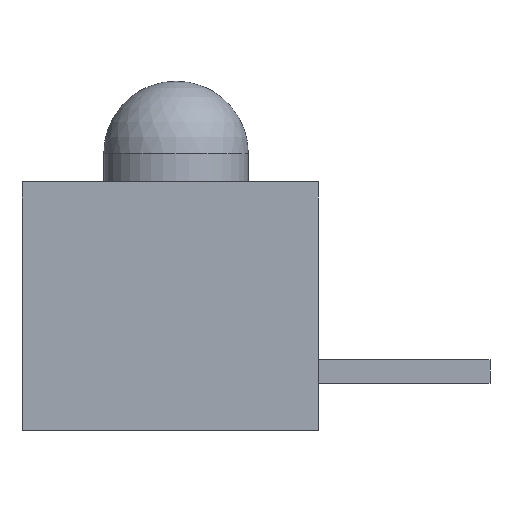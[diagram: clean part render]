
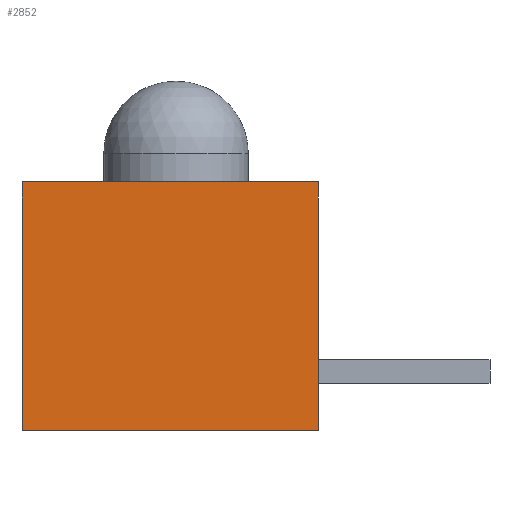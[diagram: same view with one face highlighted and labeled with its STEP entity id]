
A CAD part, left-side view. The second image highlights one B-rep face of the part: STEP entity #2852.
In plain terms, the highlighted planar face has unit normal (-1, 0, 0).
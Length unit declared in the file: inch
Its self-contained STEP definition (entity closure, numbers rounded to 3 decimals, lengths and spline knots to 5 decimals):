
#9=DIRECTION('',(0.,-1.,0.));
#10=VECTOR('',#9,0.25);
#11=CARTESIAN_POINT('',(-0.08,0.125,0.));
#12=LINE('',#11,#10);
#13=DIRECTION('',(0.,0.,1.));
#14=VECTOR('',#13,0.21);
#15=CARTESIAN_POINT('',(-0.08,-0.125,0.));
#16=LINE('',#15,#14);
#65=DIRECTION('',(0.,-1.,0.));
#66=VECTOR('',#65,0.25);
#67=CARTESIAN_POINT('',(-0.08,0.125,0.21));
#68=LINE('',#67,#66);
#959=DIRECTION('',(0.,0.,1.));
#960=VECTOR('',#959,0.21);
#961=CARTESIAN_POINT('',(-0.08,0.125,0.));
#962=LINE('',#961,#960);
#1247=CARTESIAN_POINT('',(-0.08,0.125,0.));
#1248=CARTESIAN_POINT('',(-0.08,-0.125,0.));
#1249=VERTEX_POINT('',#1247);
#1250=VERTEX_POINT('',#1248);
#1251=CARTESIAN_POINT('',(-0.08,0.125,0.21));
#1252=CARTESIAN_POINT('',(-0.08,-0.125,0.21));
#1253=VERTEX_POINT('',#1251);
#1254=VERTEX_POINT('',#1252);
#2841=CARTESIAN_POINT('',(-0.08,0.125,0.));
#2842=DIRECTION('',(-1.,0.,0.));
#2843=DIRECTION('',(0.,-1.,0.));
#2844=AXIS2_PLACEMENT_3D('',#2841,#2842,#2843);
#2845=PLANE('',#2844);
#2846=ORIENTED_EDGE('',*,*,#1628,.F.);
#2847=ORIENTED_EDGE('',*,*,#2007,.T.);
#2848=ORIENTED_EDGE('',*,*,#1689,.T.);
#2849=ORIENTED_EDGE('',*,*,#1641,.F.);
#2850=EDGE_LOOP('',(#2846,#2847,#2848,#2849));
#2851=FACE_OUTER_BOUND('',#2850,.F.);
#2852=ADVANCED_FACE('',(#2851),#2845,.T.);
#1628=EDGE_CURVE('',#1249,#1250,#12,.T.);
#1641=EDGE_CURVE('',#1250,#1254,#16,.T.);
#1689=EDGE_CURVE('',#1253,#1254,#68,.T.);
#2007=EDGE_CURVE('',#1249,#1253,#962,.T.);
